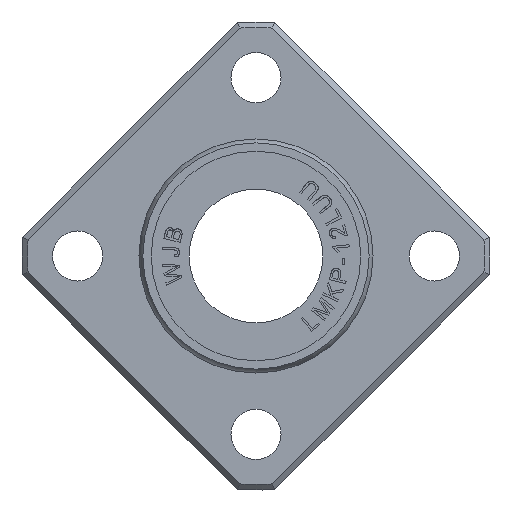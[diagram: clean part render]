
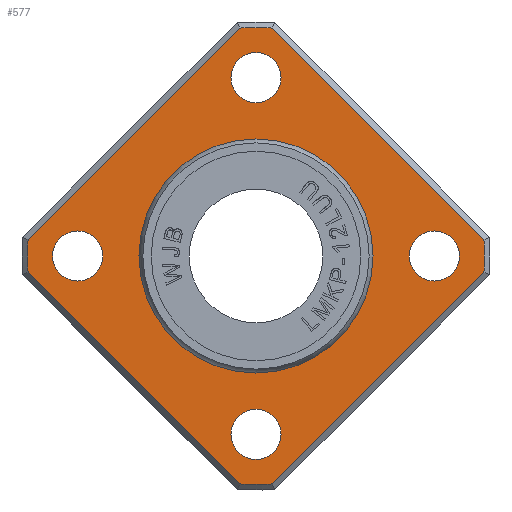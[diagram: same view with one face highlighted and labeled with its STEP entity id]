
A CAD part, left-side view. The second image highlights one B-rep face of the part: STEP entity #577.
In plain terms, the highlighted planar face has unit normal (-1, 0, 0).
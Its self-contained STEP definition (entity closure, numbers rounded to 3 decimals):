
#577=ADVANCED_FACE('',(#1383,#1384,#1385,#1386,#1387,#1388),#973,.T.);
#973=PLANE('',#7284);
#1268=CIRCLE('',#7259,20.5);
#1271=CIRCLE('',#7263,20.5);
#1272=CIRCLE('',#7265,20.5);
#1274=CIRCLE('',#7268,20.5);
#1280=CIRCLE('',#7279,10.286);
#1281=CIRCLE('',#7280,2.25);
#1282=CIRCLE('',#7281,2.25);
#1283=CIRCLE('',#7282,2.25);
#1284=CIRCLE('',#7283,2.25);
#1383=FACE_BOUND('',#1507,.T.);
#1384=FACE_BOUND('',#1508,.T.);
#1385=FACE_BOUND('',#1509,.T.);
#1386=FACE_BOUND('',#1510,.T.);
#1387=FACE_BOUND('',#1511,.T.);
#1388=FACE_BOUND('',#1512,.T.);
#1507=EDGE_LOOP('',(#2716));
#1508=EDGE_LOOP('',(#2717));
#1509=EDGE_LOOP('',(#2718));
#1510=EDGE_LOOP('',(#2719));
#1511=EDGE_LOOP('',(#2720));
#1512=EDGE_LOOP('',(#2721,#2722,#2723,#2724,#2725,#2726,#2727,#2728));
#2029=B_SPLINE_CURVE_WITH_KNOTS('',3,(#10701,#10702,#10703,#10704),.UNSPECIFIED.,
 .F.,.F.,(4,4),(0.,1.),.UNSPECIFIED.);
#2030=B_SPLINE_CURVE_WITH_KNOTS('',3,(#10705,#10706,#10707,#10708),.UNSPECIFIED.,
 .F.,.F.,(4,4),(0.,1.),.UNSPECIFIED.);
#2031=B_SPLINE_CURVE_WITH_KNOTS('',3,(#10709,#10710,#10711,#10712),.UNSPECIFIED.,
 .F.,.F.,(4,4),(0.,1.),.UNSPECIFIED.);
#2032=B_SPLINE_CURVE_WITH_KNOTS('',3,(#10713,#10714,#10715,#10716),.UNSPECIFIED.,
 .F.,.F.,(4,4),(0.,1.),.UNSPECIFIED.);
#2716=ORIENTED_EDGE('',*,*,#5394,.F.);
#2717=ORIENTED_EDGE('',*,*,#5395,.T.);
#2718=ORIENTED_EDGE('',*,*,#5396,.T.);
#2719=ORIENTED_EDGE('',*,*,#5397,.T.);
#2720=ORIENTED_EDGE('',*,*,#5398,.T.);
#2721=ORIENTED_EDGE('',*,*,#5375,.F.);
#2722=ORIENTED_EDGE('',*,*,#5399,.F.);
#2723=ORIENTED_EDGE('',*,*,#5378,.F.);
#2724=ORIENTED_EDGE('',*,*,#5400,.F.);
#2725=ORIENTED_EDGE('',*,*,#5366,.F.);
#2726=ORIENTED_EDGE('',*,*,#5401,.F.);
#2727=ORIENTED_EDGE('',*,*,#5372,.F.);
#2728=ORIENTED_EDGE('',*,*,#5402,.F.);
#4692=VERTEX_POINT('',#10596);
#4693=VERTEX_POINT('',#10597);
#4698=VERTEX_POINT('',#10617);
#4699=VERTEX_POINT('',#10619);
#4700=VERTEX_POINT('',#10629);
#4702=VERTEX_POINT('',#10632);
#4704=VERTEX_POINT('',#10641);
#4705=VERTEX_POINT('',#10642);
#4716=VERTEX_POINT('',#10692);
#4717=VERTEX_POINT('',#10694);
#4718=VERTEX_POINT('',#10696);
#4719=VERTEX_POINT('',#10698);
#4720=VERTEX_POINT('',#10700);
#5366=EDGE_CURVE('',#4692,#4693,#1268,.T.);
#5372=EDGE_CURVE('',#4698,#4699,#1271,.T.);
#5375=EDGE_CURVE('',#4700,#4702,#1272,.T.);
#5378=EDGE_CURVE('',#4704,#4705,#1274,.T.);
#5394=EDGE_CURVE('',#4716,#4716,#1280,.T.);
#5395=EDGE_CURVE('',#4717,#4717,#1281,.T.);
#5396=EDGE_CURVE('',#4718,#4718,#1282,.T.);
#5397=EDGE_CURVE('',#4719,#4719,#1283,.T.);
#5398=EDGE_CURVE('',#4720,#4720,#1284,.T.);
#5399=EDGE_CURVE('',#4705,#4700,#2029,.T.);
#5400=EDGE_CURVE('',#4693,#4704,#2030,.T.);
#5401=EDGE_CURVE('',#4699,#4692,#2031,.T.);
#5402=EDGE_CURVE('',#4702,#4698,#2032,.T.);
#7259=AXIS2_PLACEMENT_3D('',#10595,#7908,#7909);
#7263=AXIS2_PLACEMENT_3D('',#10618,#7916,#7917);
#7265=AXIS2_PLACEMENT_3D('',#10631,#7920,#7921);
#7268=AXIS2_PLACEMENT_3D('',#10640,#7926,#7927);
#7279=AXIS2_PLACEMENT_3D('',#10691,#7952,#7953);
#7280=AXIS2_PLACEMENT_3D('',#10693,#7954,#7955);
#7281=AXIS2_PLACEMENT_3D('',#10695,#7956,#7957);
#7282=AXIS2_PLACEMENT_3D('',#10697,#7958,#7959);
#7283=AXIS2_PLACEMENT_3D('',#10699,#7960,#7961);
#7284=AXIS2_PLACEMENT_3D('',#10717,#7962,#7963);
#7908=DIRECTION('',(1.,0.,0.));
#7909=DIRECTION('',(0.,0.,-1.));
#7916=DIRECTION('',(1.,0.,0.));
#7917=DIRECTION('',(0.,0.,-1.));
#7920=DIRECTION('',(1.,0.,0.));
#7921=DIRECTION('',(0.,0.,-1.));
#7926=DIRECTION('',(1.,0.,0.));
#7927=DIRECTION('',(0.,0.,-1.));
#7952=DIRECTION('',(-1.,0.,0.));
#7953=DIRECTION('',(0.,0.,1.));
#7954=DIRECTION('',(1.,0.,0.));
#7955=DIRECTION('',(0.,1.,0.));
#7956=DIRECTION('',(1.,0.,0.));
#7957=DIRECTION('',(0.,1.,0.));
#7958=DIRECTION('',(1.,0.,0.));
#7959=DIRECTION('',(0.,1.,0.));
#7960=DIRECTION('',(1.,0.,0.));
#7961=DIRECTION('',(0.,1.,0.));
#7962=DIRECTION('',(-1.,0.,0.));
#7963=DIRECTION('',(0.,0.,1.));
#10595=CARTESIAN_POINT('',(6.,0.,0.));
#10596=CARTESIAN_POINT('',(6.,-20.447,1.473));
#10597=CARTESIAN_POINT('',(6.,-20.447,-1.473));
#10617=CARTESIAN_POINT('',(6.,1.473,20.447));
#10618=CARTESIAN_POINT('',(6.,0.,0.));
#10619=CARTESIAN_POINT('',(6.,-1.473,20.447));
#10629=CARTESIAN_POINT('',(6.,20.447,-1.473));
#10631=CARTESIAN_POINT('',(6.,0.,0.));
#10632=CARTESIAN_POINT('',(6.,20.447,1.473));
#10640=CARTESIAN_POINT('',(6.,0.,0.));
#10641=CARTESIAN_POINT('',(6.,-1.473,-20.447));
#10642=CARTESIAN_POINT('',(6.,1.473,-20.447));
#10691=CARTESIAN_POINT('',(6.,0.,0.));
#10692=CARTESIAN_POINT('',(6.,0.,10.286));
#10693=CARTESIAN_POINT('',(6.,16.,0.));
#10694=CARTESIAN_POINT('',(6.,13.75,0.));
#10695=CARTESIAN_POINT('',(6.,-16.,0.));
#10696=CARTESIAN_POINT('',(6.,-18.25,0.));
#10697=CARTESIAN_POINT('',(6.,0.,16.));
#10698=CARTESIAN_POINT('',(6.,-2.25,16.));
#10699=CARTESIAN_POINT('',(6.,0.,-16.));
#10700=CARTESIAN_POINT('',(6.,-2.25,-16.));
#10701=CARTESIAN_POINT('',(6.,1.473,-20.447));
#10702=CARTESIAN_POINT('',(6.,7.798,-14.122));
#10703=CARTESIAN_POINT('',(6.,14.122,-7.798));
#10704=CARTESIAN_POINT('',(6.,20.447,-1.473));
#10705=CARTESIAN_POINT('',(6.,-20.447,-1.473));
#10706=CARTESIAN_POINT('',(6.,-14.122,-7.798));
#10707=CARTESIAN_POINT('',(6.,-7.798,-14.122));
#10708=CARTESIAN_POINT('',(6.,-1.473,-20.447));
#10709=CARTESIAN_POINT('',(6.,-1.473,20.447));
#10710=CARTESIAN_POINT('',(6.,-7.798,14.122));
#10711=CARTESIAN_POINT('',(6.,-14.122,7.798));
#10712=CARTESIAN_POINT('',(6.,-20.447,1.473));
#10713=CARTESIAN_POINT('',(6.,20.447,1.473));
#10714=CARTESIAN_POINT('',(6.,14.122,7.798));
#10715=CARTESIAN_POINT('',(6.,7.798,14.122));
#10716=CARTESIAN_POINT('',(6.,1.473,20.447));
#10717=CARTESIAN_POINT('',(6.,0.,15.643));
